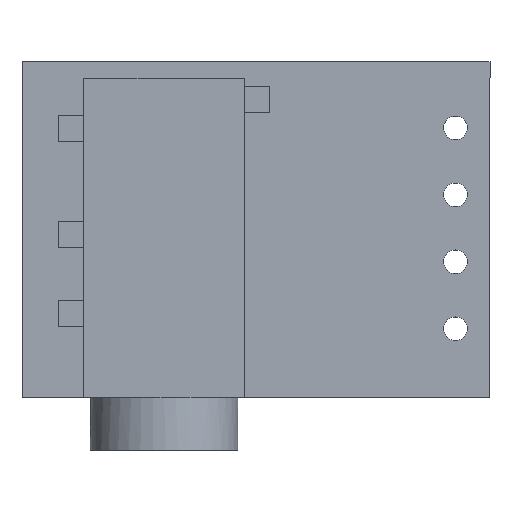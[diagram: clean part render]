
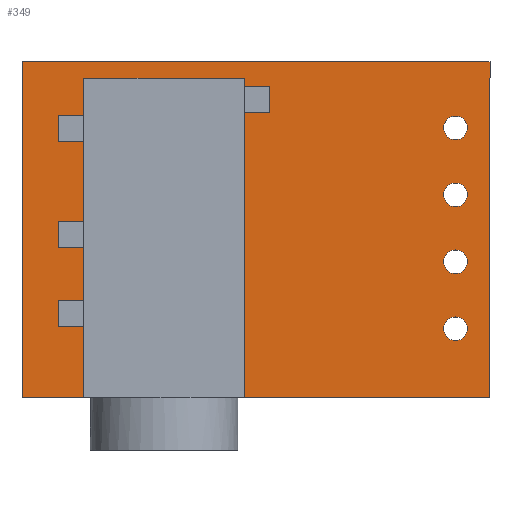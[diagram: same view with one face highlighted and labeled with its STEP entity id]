
A CAD part, top view. The second image highlights one B-rep face of the part: STEP entity #349.
In plain terms, the highlighted planar face has unit normal (0, 0, 1).
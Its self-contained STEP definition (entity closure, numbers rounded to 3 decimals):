
#284=FACE_BOUND('',#483,.T.);
#285=FACE_BOUND('',#484,.T.);
#286=FACE_BOUND('',#485,.T.);
#287=FACE_BOUND('',#486,.T.);
#288=FACE_BOUND('',#487,.T.);
#297=CIRCLE('',#1112,0.45);
#299=CIRCLE('',#1115,0.45);
#301=CIRCLE('',#1118,0.45);
#303=CIRCLE('',#1122,0.45);
#349=ADVANCED_FACE('',(#284,#285,#286,#287,#288),#389,.T.);
#389=PLANE('',#1125);
#483=EDGE_LOOP('',(#694,#695,#696,#697));
#484=EDGE_LOOP('',(#698));
#485=EDGE_LOOP('',(#699));
#486=EDGE_LOOP('',(#700));
#487=EDGE_LOOP('',(#701));
#694=ORIENTED_EDGE('',*,*,#860,.F.);
#695=ORIENTED_EDGE('',*,*,#876,.F.);
#696=ORIENTED_EDGE('',*,*,#867,.F.);
#697=ORIENTED_EDGE('',*,*,#864,.F.);
#698=ORIENTED_EDGE('',*,*,#875,.F.);
#699=ORIENTED_EDGE('',*,*,#873,.F.);
#700=ORIENTED_EDGE('',*,*,#871,.F.);
#701=ORIENTED_EDGE('',*,*,#879,.F.);
#757=VERTEX_POINT('',#1528);
#758=VERTEX_POINT('',#1529);
#761=VERTEX_POINT('',#1537);
#763=VERTEX_POINT('',#1543);
#766=VERTEX_POINT('',#1551);
#768=VERTEX_POINT('',#1556);
#770=VERTEX_POINT('',#1561);
#772=VERTEX_POINT('',#1569);
#860=EDGE_CURVE('',#757,#758,#960,.T.);
#864=EDGE_CURVE('',#758,#761,#964,.T.);
#867=EDGE_CURVE('',#761,#763,#967,.T.);
#871=EDGE_CURVE('',#766,#766,#297,.T.);
#873=EDGE_CURVE('',#768,#768,#299,.T.);
#875=EDGE_CURVE('',#770,#770,#301,.T.);
#876=EDGE_CURVE('',#763,#757,#970,.T.);
#879=EDGE_CURVE('',#772,#772,#303,.T.);
#960=LINE('',#1527,#1052);
#964=LINE('',#1536,#1056);
#967=LINE('',#1542,#1059);
#970=LINE('',#1563,#1062);
#1052=VECTOR('',#1296,1.);
#1056=VECTOR('',#1302,1.);
#1059=VECTOR('',#1307,1.);
#1062=VECTOR('',#1330,1.);
#1112=AXIS2_PLACEMENT_3D('',#1550,#1314,#1315);
#1115=AXIS2_PLACEMENT_3D('',#1555,#1320,#1321);
#1118=AXIS2_PLACEMENT_3D('',#1560,#1326,#1327);
#1122=AXIS2_PLACEMENT_3D('',#1568,#1336,#1337);
#1125=AXIS2_PLACEMENT_3D('',#1572,#1342,#1343);
#1296=DIRECTION('',(-1.,0.,0.));
#1302=DIRECTION('',(0.,1.,0.));
#1307=DIRECTION('',(1.,0.,0.));
#1314=DIRECTION('',(0.,0.,1.));
#1315=DIRECTION('',(1.,0.,0.));
#1320=DIRECTION('',(0.,0.,1.));
#1321=DIRECTION('',(1.,0.,0.));
#1326=DIRECTION('',(0.,0.,1.));
#1327=DIRECTION('',(1.,0.,0.));
#1330=DIRECTION('',(0.,-1.,0.));
#1336=DIRECTION('',(0.,0.,1.));
#1337=DIRECTION('',(1.,0.,0.));
#1342=DIRECTION('',(0.,0.,1.));
#1343=DIRECTION('',(1.,0.,0.));
#1527=CARTESIAN_POINT('',(8.875,-6.375,1.));
#1528=CARTESIAN_POINT('',(8.875,-6.375,1.));
#1529=CARTESIAN_POINT('',(-8.875,-6.375,1.));
#1536=CARTESIAN_POINT('',(-8.875,-6.375,1.));
#1537=CARTESIAN_POINT('',(-8.875,6.375,1.));
#1542=CARTESIAN_POINT('',(-8.875,6.375,1.));
#1543=CARTESIAN_POINT('',(8.875,6.375,1.));
#1550=CARTESIAN_POINT('',(7.566,-1.222,1.));
#1551=CARTESIAN_POINT('',(8.016,-1.222,1.));
#1555=CARTESIAN_POINT('',(7.566,1.318,1.));
#1556=CARTESIAN_POINT('',(8.016,1.318,1.));
#1560=CARTESIAN_POINT('',(7.566,3.858,1.));
#1561=CARTESIAN_POINT('',(8.016,3.858,1.));
#1563=CARTESIAN_POINT('',(8.875,6.375,1.));
#1568=CARTESIAN_POINT('',(7.566,-3.762,1.));
#1569=CARTESIAN_POINT('',(8.016,-3.762,1.));
#1572=CARTESIAN_POINT('',(7.566,3.858,1.));
